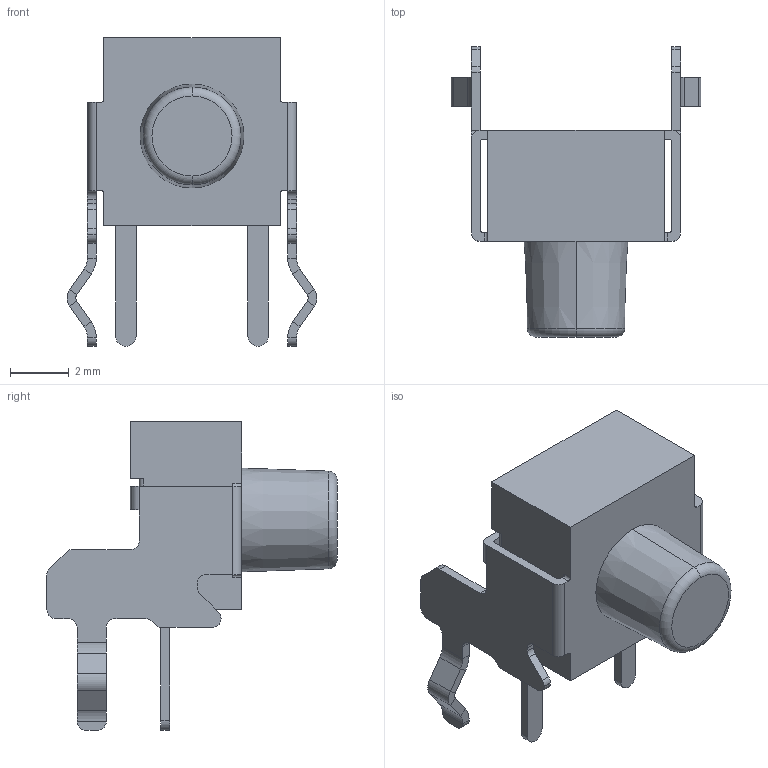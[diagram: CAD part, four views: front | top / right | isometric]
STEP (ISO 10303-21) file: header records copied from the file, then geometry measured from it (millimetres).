
FILE_DESCRIPTION (( 'STEP AP214' ), '1' );
FILE_NAME ('KEY-TH_4P-L7.1-W5.9-H7.0-P4.5.step', '2022-07-02T15:37:59', ( '' ), ( '' ), 'SwSTEP 2.0', 'SolidWorks 2020', '' );
FILE_SCHEMA (( 'AUTOMOTIVE_DESIGN' ));
Length unit declared in the file: millimetre
Products named in the file (1): KEY-TH_4P-L7.1-W5.9-H7.0-P4.5
Bounding box: 8.5 x 9.87 x 10.5 mm (x, y, z)
Volume: 188.7 mm3; surface area: 365.4 mm2
Topology: 2 solids, 2 shells, 451 faces, 1213 edges, 790 vertices
Faces by surface type: plane 273, bspline 112, cylinder 62, torus 2, cone 2
Entity records: 19568 total; most frequent: CARTESIAN_POINT 4559, ORIENTED_EDGE 2426, DIRECTION 1797, EDGE_CURVE 1213, LINE 853, VECTOR 853, VERTEX_POINT 790, EDGE_LOOP 479
